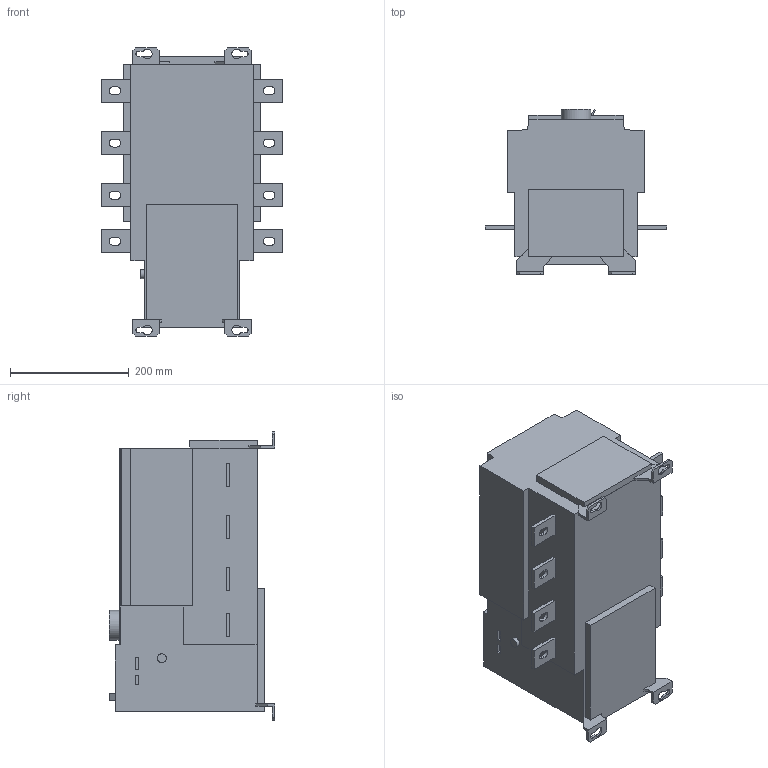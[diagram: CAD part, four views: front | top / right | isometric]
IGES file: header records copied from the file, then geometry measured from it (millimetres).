
Global section: file name: OSM630-800_3N.igs; preprocessor: I-DEAS 3D IGES Translator 11; date: 20090113.124614; units: millimetre
Bounding box: 306 x 278.9 x 486 mm (x, y, z)
Volume: 20919777.5 mm3; surface area: 571496.1 mm2
Topology: 1 solids, 1 shells, 255 faces, 788 edges, 646 vertices
Faces by surface type: bspline 255
